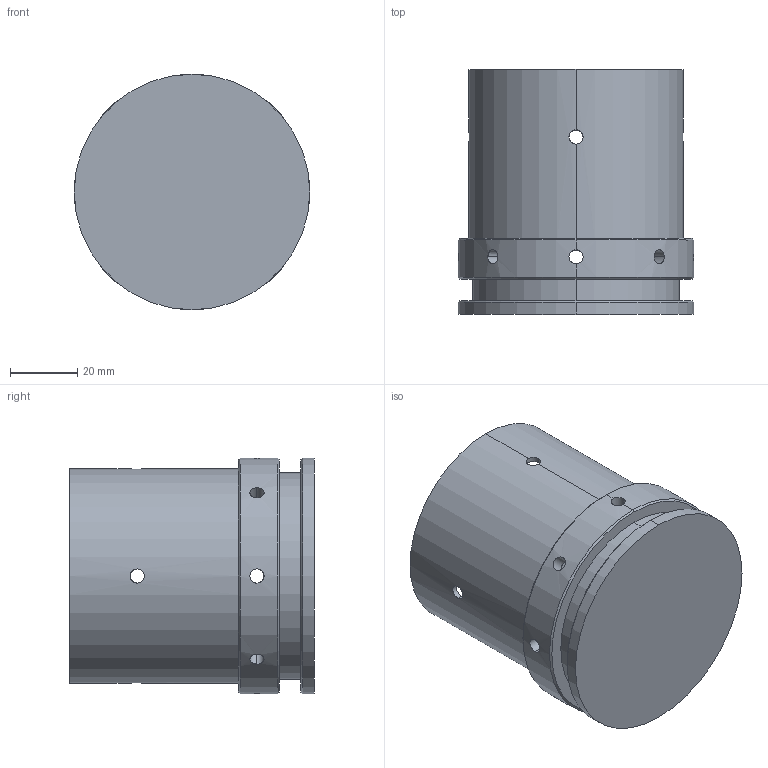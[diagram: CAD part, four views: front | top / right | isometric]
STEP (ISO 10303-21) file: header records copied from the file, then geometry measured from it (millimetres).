
FILE_DESCRIPTION (( 'STEP AP214' ), '1' );
FILE_NAME ('bouchon bis.STEP', '2021-02-09T10:01:25', ( '' ), ( '' ), 'SwSTEP 2.0', 'SolidWorks 2019', '' );
FILE_SCHEMA (( 'AUTOMOTIVE_DESIGN' ));
Length unit declared in the file: millimetre
Products named in the file (1): bouchon bis
Bounding box: 69.8 x 72.5 x 69.8 mm (x, y, z)
Volume: 53347.6 mm3; surface area: 36766.7 mm2
Topology: 1 solids, 1 shells, 56 faces, 170 edges, 106 vertices
Faces by surface type: cylinder 36, plane 14, cone 6
Entity records: 3226 total; most frequent: CARTESIAN_POINT 1725, ORIENTED_EDGE 340, DIRECTION 262, EDGE_CURVE 170, VERTEX_POINT 106, AXIS2_PLACEMENT_3D 99, EDGE_LOOP 70, VECTOR 64
